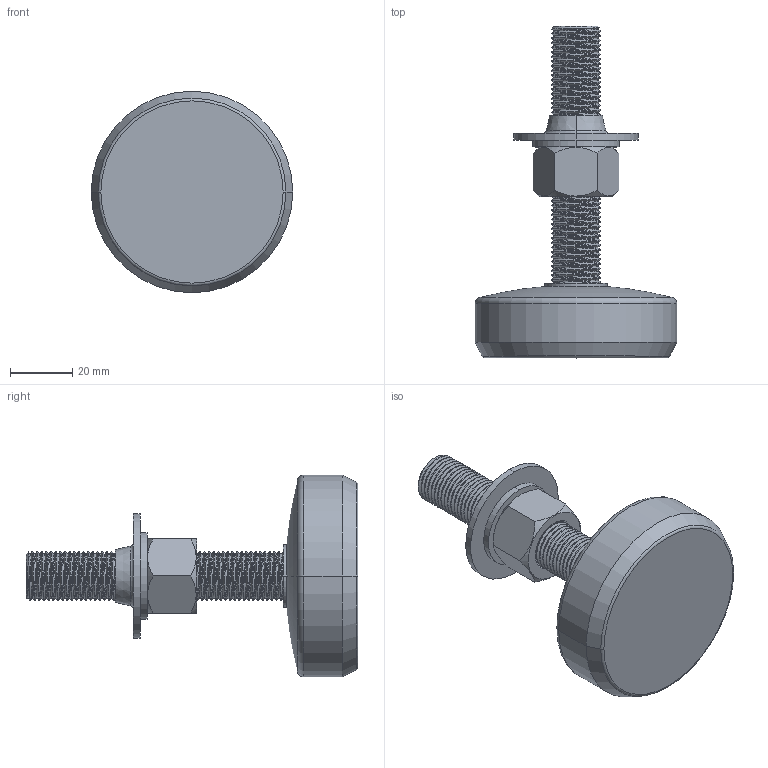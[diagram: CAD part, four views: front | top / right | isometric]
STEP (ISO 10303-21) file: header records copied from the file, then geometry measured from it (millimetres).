
FILE_DESCRIPTION (( 'STEP AP203' ), '1' );
FILE_NAME ('3D_M8014P_40 40_1782115.STEP', '2024-09-04T07:20:44', ( '' ), ( '' ), 'SwSTEP 2.0', 'SolidWorks 2024', '' );
FILE_SCHEMA (( 'CONFIG_CONTROL_DESIGN' ));
Length unit declared in the file: millimetre
Products named in the file (1): 3D_M8014P_40 40_1782115
Bounding box: 65 x 107 x 65 mm (x, y, z)
Volume: 54007.9 mm3; surface area: 35017.7 mm2
Topology: 4 solids, 4 shells, 215 faces, 582 edges, 380 vertices
Faces by surface type: cylinder 159, plane 22, torus 16, cone 11, bspline 7
Entity records: 17786 total; most frequent: CARTESIAN_POINT 13193, ORIENTED_EDGE 1164, DIRECTION 756, EDGE_CURVE 582, VERTEX_POINT 380, AXIS2_PLACEMENT_3D 291, EDGE_LOOP 224, ADVANCED_FACE 215
